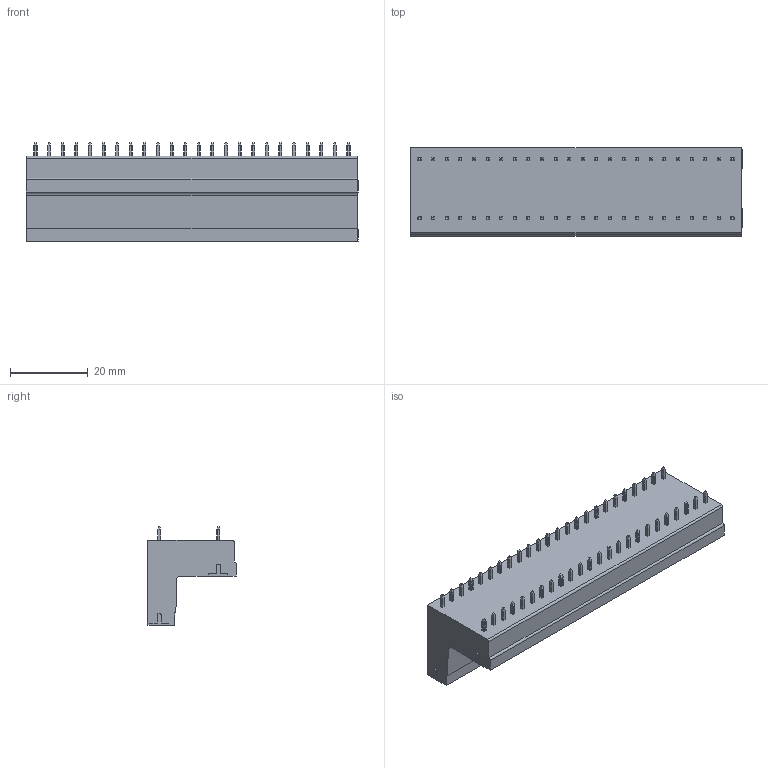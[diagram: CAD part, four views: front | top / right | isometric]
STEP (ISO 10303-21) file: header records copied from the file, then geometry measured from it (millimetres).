
FILE_DESCRIPTION((''),'2;1');
FILE_NAME('TLPHDC-005V-XXP','2024-08-08T13:57:59',('tluser'),(''),'CREO PARAMETRIC BY PTC INC, 2018100','CREO PARAMETRIC BY PTC INC, 2018100','');
FILE_SCHEMA(('CONFIG_CONTROL_DESIGN'));
Products named in the file (1): TLPHDC-005V-XXP
Bounding box: 85.4 x 22.7 x 25.4 mm (x, y, z)
Volume: 20076.9 mm3; surface area: 17729.6 mm2
Topology: 1 solids, 1 shells, 3854 faces, 10644 edges, 6984 vertices
Faces by surface type: plane 2587, cylinder 931, cone 240, torus 96
Entity records: 122584 total; most frequent: CARTESIAN_POINT 24050, ORIENTED_EDGE 21288, DIRECTION 19494, EDGE_CURVE 10644, VECTOR 7774, LINE 7774, VERTEX_POINT 6984, AXIS2_PLACEMENT_3D 5860
